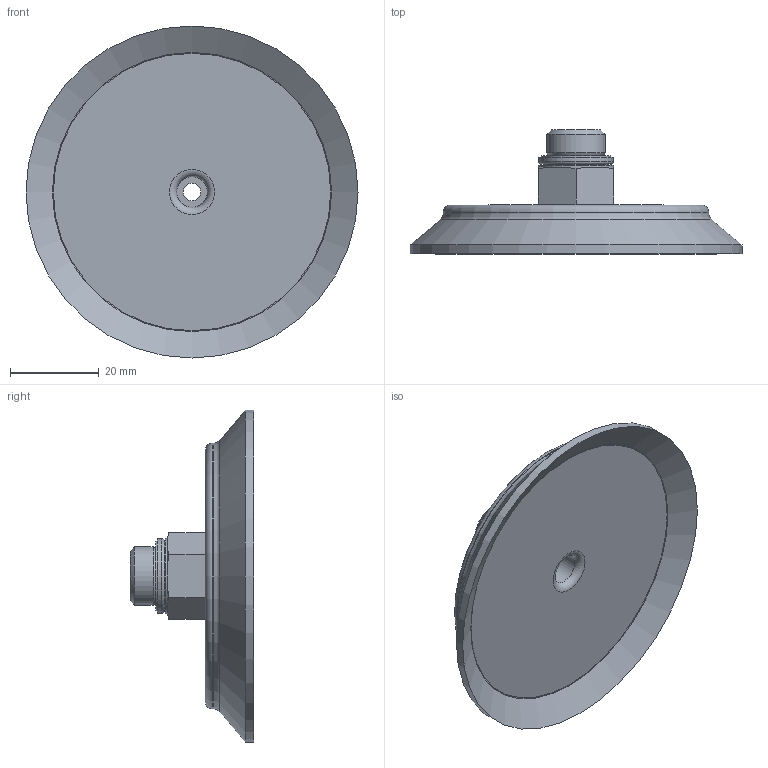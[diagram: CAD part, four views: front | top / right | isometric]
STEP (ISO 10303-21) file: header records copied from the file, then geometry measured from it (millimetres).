
FILE_DESCRIPTION(/* description */ ('STEP AP214'),/* implementation_level */ '2;1');
FILE_NAME(/* name */ '1396096_VAS-75-1_4-PUR-B',/* time_stamp */ '2024-09-16T08:34:29+02:00',/* author */ ('License CC BY-ND 4.0'),/* organization */ ('CADENAS'),/* preprocessor_version */ 'ST-DEVELOPER v19.3',/* originating_system */ 'PARTsolutions',/* authorisation */ ' ');
FILE_SCHEMA (('AUTOMOTIVE_DESIGN {1 0 10303 214 3 1 1}'));
Length unit declared in the file: millimetre
Products named in the file (1): 1396096 VAS-75-1/4-PUR-B
Bounding box: 75 x 28 x 75 mm (x, y, z)
Volume: 28744.7 mm3; surface area: 11708.7 mm2
Topology: 1 solids, 1 shells, 38 faces, 75 edges, 45 vertices
Faces by surface type: plane 14, cone 10, cylinder 9, torus 5
Full cylindrical faces by diameter (mm): 4 x1, 7 x1, 13.157 x1, 14.4 x1, 15.6 x1, 16.8 x1, 17 x1, 60 x1, 75 x1
Entity records: 1168 total; most frequent: CARTESIAN_POINT 173, DIRECTION 152, ORIENTED_EDGE 110, AXIS2_PLACEMENT_3D 70, EDGE_LOOP 64, FACE_BOUND 64, EDGE_CURVE 55, VERTEX_POINT 43
